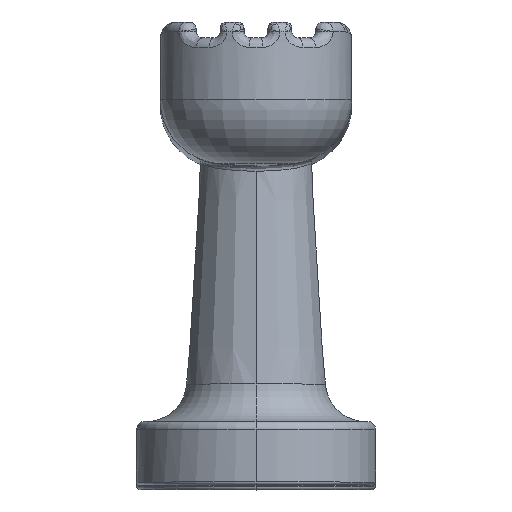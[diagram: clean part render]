
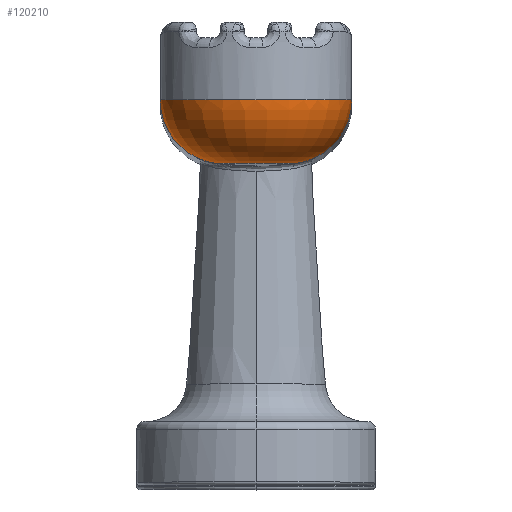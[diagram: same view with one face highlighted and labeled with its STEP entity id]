
A CAD part, top view. The second image highlights one B-rep face of the part: STEP entity #120210.
In plain terms, the highlighted toroidal (fillet/blend) face has major radius 2 mm and minor radius 4 mm.
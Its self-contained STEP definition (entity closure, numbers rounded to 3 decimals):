
#88400=CARTESIAN_POINT('',(0.,4.125,-18.));
#88410=VERTEX_POINT('',#88400);
#88620=CARTESIAN_POINT('',(12.,4.125,-18.));
#88630=VERTEX_POINT('',#88620);
#95430=CARTESIAN_POINT('',(4.,4.125,
-18.));
#95440=DIRECTION('',(0.,0.,-1.));
#95450=DIRECTION('',(-1.,0.,0.));
#95460=AXIS2_PLACEMENT_3D('',#95430,#95440,#95450);
#95470=CIRCLE('',#95460,4.);
#95480=CARTESIAN_POINT('',(3.5,0.157,
-18.));
#95490=VERTEX_POINT('',#95480);
#95500=EDGE_CURVE('',#95490,#88410,#95470,.T.);
#98590=CARTESIAN_POINT('',(8.5,0.157,
-18.));
#98600=VERTEX_POINT('',#98590);
#98630=CARTESIAN_POINT('',(8.,4.125,-18.));
#98640=DIRECTION('',(0.,0.,1.));
#98650=DIRECTION('',(1.,0.,0.));
#98660=AXIS2_PLACEMENT_3D('',#98630,#98640,#98650);
#98670=CIRCLE('',#98660,4.);
#98680=EDGE_CURVE('',#98600,#88630,#98670,.T.);
#106170=CARTESIAN_POINT('',(6.,4.125,-18.));
#106180=DIRECTION('',(0.,-1.,0.));
#106190=DIRECTION('',(0.,0.,-1.));
#106200=AXIS2_PLACEMENT_3D('',#106170,#106180,#106190);
#106210=CIRCLE('',#106200,6.);
#106220=EDGE_CURVE('',#88630,#88410,#106210,.T.);
#110510=CARTESIAN_POINT('',(6.,0.157,-18.));
#110520=DIRECTION('',(0.,-1.,0.));
#110530=DIRECTION('',(0.,0.,-1.));
#110540=AXIS2_PLACEMENT_3D('',#110510,#110520,#110530);
#110550=CIRCLE('',#110540,2.5);
#110560=EDGE_CURVE('',#98600,#95490,#110550,.T.);
#120100=CARTESIAN_POINT('',(6.,4.125,-18.));
#120110=DIRECTION('',(0.,1.,0.));
#120120=DIRECTION('',(0.,0.,-1.));
#120130=AXIS2_PLACEMENT_3D('',#120100,#120110,#120120);
#120140=DEGENERATE_TOROIDAL_SURFACE('',#120130,2.,4.,.T.);
#120150=ORIENTED_EDGE('',*,*,#110560,.F.);
#120160=ORIENTED_EDGE('',*,*,#95500,.F.);
#120170=ORIENTED_EDGE('',*,*,#106220,.T.);
#120180=ORIENTED_EDGE('',*,*,#98680,.T.);
#120190=EDGE_LOOP('',(#120180,#120170,#120160,#120150));
#120200=FACE_OUTER_BOUND('',#120190,.T.);
#120210=ADVANCED_FACE('',(#120200),#120140,.T.);
